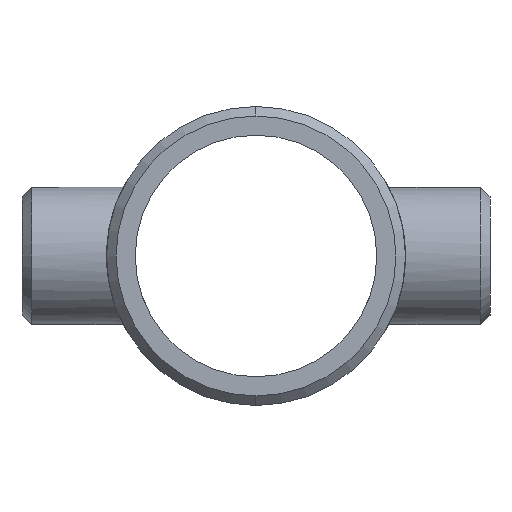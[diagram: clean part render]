
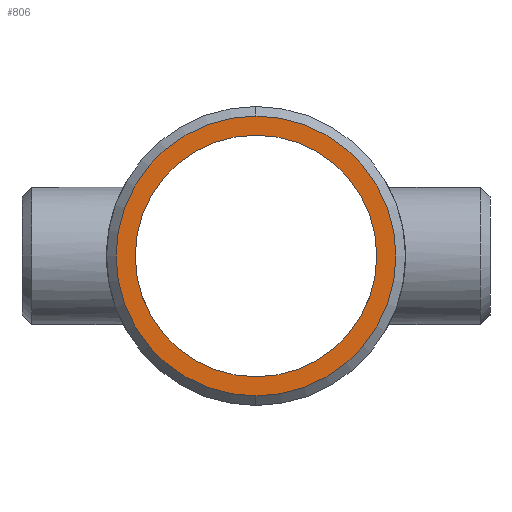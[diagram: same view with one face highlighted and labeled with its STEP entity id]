
A CAD part, left-side view. The second image highlights one B-rep face of the part: STEP entity #806.
In plain terms, the highlighted planar face has unit normal (-1, 0, 0).
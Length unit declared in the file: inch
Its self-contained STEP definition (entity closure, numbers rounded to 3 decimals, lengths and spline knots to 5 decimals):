
#29 = DIRECTION ( 'NONE',  ( -1., 0., 0. ) ) ;
#69 = EDGE_LOOP ( 'NONE', ( #210, #317 ) ) ;
#115 = CARTESIAN_POINT ( 'NONE',  ( -3., 0., 0. ) ) ;
#166 = DIRECTION ( 'NONE',  ( -1., 0., 0. ) ) ;
#188 = CARTESIAN_POINT ( 'NONE',  ( -3., 0., 0. ) ) ;
#210 = ORIENTED_EDGE ( 'NONE', *, *, #472, .T. ) ;
#294 = EDGE_CURVE ( 'NONE', #789, #608, #501, .T. ) ;
#297 = CIRCLE ( 'NONE', #948, 1.1615 ) ;
#317 = ORIENTED_EDGE ( 'NONE', *, *, #735, .T. ) ;
#334 = CARTESIAN_POINT ( 'NONE',  ( -3., 0., 0. ) ) ;
#382 = DIRECTION ( 'NONE',  ( 0., 0., 1. ) ) ;
#457 = VERTEX_POINT ( 'NONE', #727 ) ;
#472 = EDGE_CURVE ( 'NONE', #1058, #457, #516, .T. ) ;
#492 = EDGE_CURVE ( 'NONE', #608, #789, #297, .T. ) ;
#501 = CIRCLE ( 'NONE', #936, 1.1615 ) ;
#514 = DIRECTION ( 'NONE',  ( 0., 0., -1. ) ) ;
#516 = CIRCLE ( 'NONE', #571, 1.3455 ) ;
#521 = DIRECTION ( 'NONE',  ( 1., 0., 0. ) ) ;
#559 = CARTESIAN_POINT ( 'NONE',  ( -3., 0., 0. ) ) ;
#571 = AXIS2_PLACEMENT_3D ( 'NONE', #115, #29, #382 ) ;
#593 = CARTESIAN_POINT ( 'NONE',  ( -3., 0., 0. ) ) ;
#598 = FACE_OUTER_BOUND ( 'NONE', #69, .T. ) ;
#608 = VERTEX_POINT ( 'NONE', #808 ) ;
#638 = CIRCLE ( 'NONE', #661, 1.3455 ) ;
#661 = AXIS2_PLACEMENT_3D ( 'NONE', #559, #732, #1090 ) ;
#671 = CARTESIAN_POINT ( 'NONE',  ( -3., 0., -1.3455 ) ) ;
#675 = AXIS2_PLACEMENT_3D ( 'NONE', #593, #166, #514 ) ;
#709 = DIRECTION ( 'NONE',  ( 0., 0., 1. ) ) ;
#719 = ORIENTED_EDGE ( 'NONE', *, *, #294, .T. ) ;
#727 = CARTESIAN_POINT ( 'NONE',  ( -3., 0., 1.3455 ) ) ;
#732 = DIRECTION ( 'NONE',  ( -1., 0., 0. ) ) ;
#735 = EDGE_CURVE ( 'NONE', #457, #1058, #638, .T. ) ;
#789 = VERTEX_POINT ( 'NONE', #932 ) ;
#806 = ADVANCED_FACE ( 'NONE', ( #598, #946 ), #1025, .T. ) ;
#808 = CARTESIAN_POINT ( 'NONE',  ( -3., 0., 1.1615 ) ) ;
#882 = DIRECTION ( 'NONE',  ( 1., 0., 0. ) ) ;
#932 = CARTESIAN_POINT ( 'NONE',  ( -3., 0., -1.1615 ) ) ;
#936 = AXIS2_PLACEMENT_3D ( 'NONE', #334, #521, #1024 ) ;
#946 = FACE_BOUND ( 'NONE', #960, .T. ) ;
#948 = AXIS2_PLACEMENT_3D ( 'NONE', #188, #882, #709 ) ;
#960 = EDGE_LOOP ( 'NONE', ( #1132, #719 ) ) ;
#1024 = DIRECTION ( 'NONE',  ( 0., 0., 1. ) ) ;
#1025 = PLANE ( 'NONE',  #675 ) ;
#1058 = VERTEX_POINT ( 'NONE', #671 ) ;
#1090 = DIRECTION ( 'NONE',  ( 0., 0., 1. ) ) ;
#1132 = ORIENTED_EDGE ( 'NONE', *, *, #492, .T. ) ;
